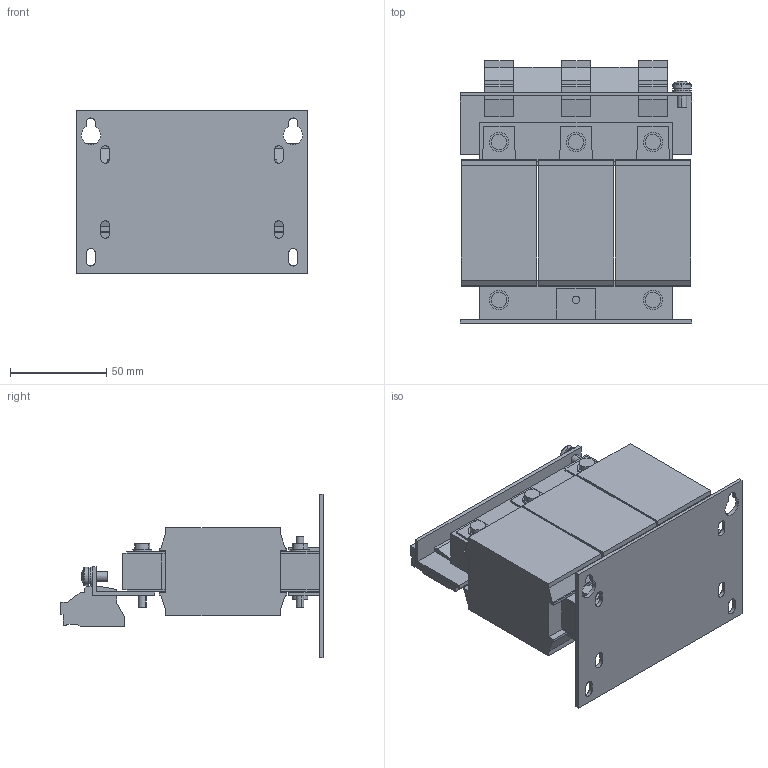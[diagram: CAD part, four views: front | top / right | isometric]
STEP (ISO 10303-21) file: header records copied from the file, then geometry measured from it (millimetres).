
FILE_DESCRIPTION (( 'STEP AP214' ), '1' );
FILE_NAME ('379814.STEP', '2021-09-13T07:50:56', ( '' ), ( '' ), 'SwSTEP 2.0', 'SolidWorks 2018', '' );
FILE_SCHEMA (( 'AUTOMOTIVE_DESIGN' ));
Length unit declared in the file: millimetre
Products named in the file (1): 379814
Bounding box: 120 x 136.37 x 85 mm (x, y, z)
Volume: 471565.5 mm3; surface area: 100344.8 mm2
Topology: 1 solids, 1 shells, 725 faces, 1922 edges, 1253 vertices
Faces by surface type: plane 563, cylinder 152, cone 6, torus 2, sphere 2
Entity records: 22342 total; most frequent: CARTESIAN_POINT 3923, ORIENTED_EDGE 3840, DIRECTION 3714, EDGE_CURVE 1920, VECTOR 1562, LINE 1562, VERTEX_POINT 1253, AXIS2_PLACEMENT_3D 1076
